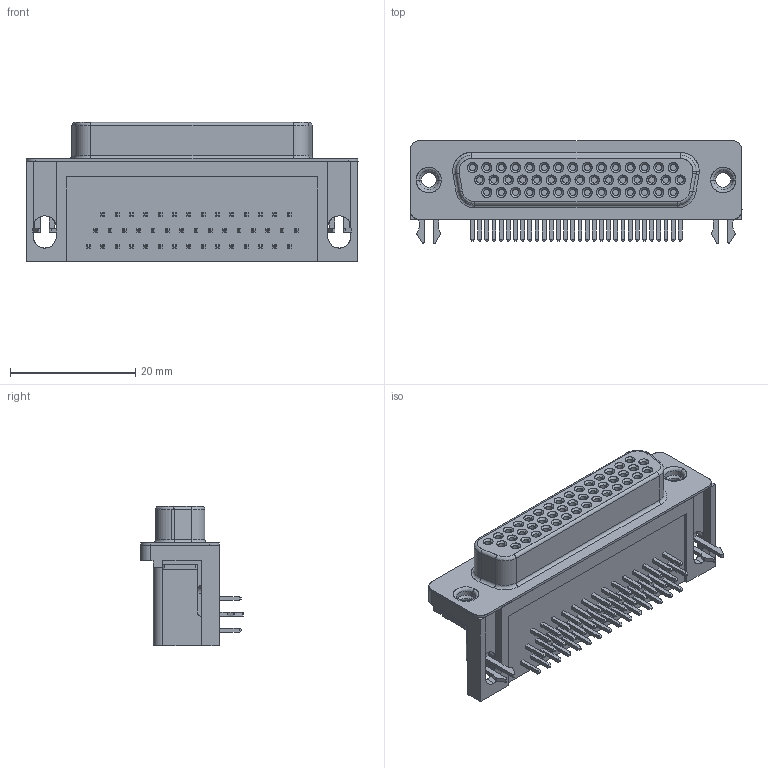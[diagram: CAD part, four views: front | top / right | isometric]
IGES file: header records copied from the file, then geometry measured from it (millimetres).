
Start section: SolidWorks IGES file using analytic representation for surfaces
Global section: file name: K66X(HT)-B44S-N_rA4.IGS; native system: SolidWorks 2007; preprocessor: SolidWorks 2007; author: Ckelleher; date: 120227.102900; units: millimetre
Bounding box: 53.04 x 16.35 x 22.22 mm (x, y, z)
Surface area: 5256.3 mm2 (no closed solid volume)
Topology: 0 solids, 0 shells, 821 faces, 5586 edges, 5586 vertices
Faces by surface type: bspline 559, revolution 262
